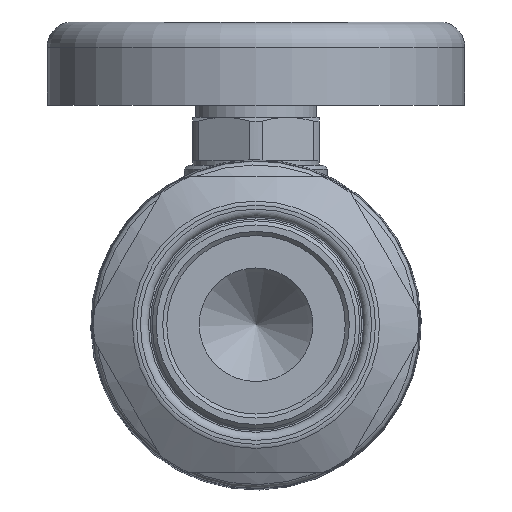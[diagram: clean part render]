
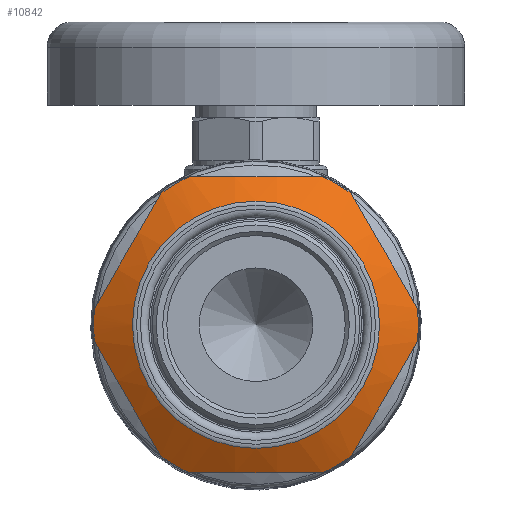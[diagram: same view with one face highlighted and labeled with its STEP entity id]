
A CAD part, front view. The second image highlights one B-rep face of the part: STEP entity #10842.
In plain terms, the highlighted conical face has half-angle 60 degrees and reference radius 17.78 mm.
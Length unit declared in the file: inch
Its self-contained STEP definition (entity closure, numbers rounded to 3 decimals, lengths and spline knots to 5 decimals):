
#563=(
BOUNDED_CURVE()
B_SPLINE_CURVE(2,(#19832,#19833,#19834),.UNSPECIFIED.,.F.,.F.)
B_SPLINE_CURVE_WITH_KNOTS((3,3),(0.,1.67512),.UNSPECIFIED.)
CURVE()
GEOMETRIC_REPRESENTATION_ITEM()
RATIONAL_B_SPLINE_CURVE((1.,1.096,1.))
REPRESENTATION_ITEM('')
);
#564=(
BOUNDED_CURVE()
B_SPLINE_CURVE(2,(#19838,#19839,#19840),.UNSPECIFIED.,.F.,.F.)
B_SPLINE_CURVE_WITH_KNOTS((3,3),(0.,1.67512),.UNSPECIFIED.)
CURVE()
GEOMETRIC_REPRESENTATION_ITEM()
RATIONAL_B_SPLINE_CURVE((1.,1.096,1.))
REPRESENTATION_ITEM('')
);
#565=(
BOUNDED_CURVE()
B_SPLINE_CURVE(2,(#19844,#19845,#19846),.UNSPECIFIED.,.F.,.F.)
B_SPLINE_CURVE_WITH_KNOTS((3,3),(0.,1.67512),.UNSPECIFIED.)
CURVE()
GEOMETRIC_REPRESENTATION_ITEM()
RATIONAL_B_SPLINE_CURVE((1.,1.096,1.))
REPRESENTATION_ITEM('')
);
#566=(
BOUNDED_CURVE()
B_SPLINE_CURVE(2,(#19850,#19851,#19852),.UNSPECIFIED.,.F.,.F.)
B_SPLINE_CURVE_WITH_KNOTS((3,3),(0.,1.67512),.UNSPECIFIED.)
CURVE()
GEOMETRIC_REPRESENTATION_ITEM()
RATIONAL_B_SPLINE_CURVE((1.,1.096,1.))
REPRESENTATION_ITEM('')
);
#567=(
BOUNDED_CURVE()
B_SPLINE_CURVE(2,(#19856,#19857,#19858),.UNSPECIFIED.,.F.,.F.)
B_SPLINE_CURVE_WITH_KNOTS((3,3),(0.,1.67512),.UNSPECIFIED.)
CURVE()
GEOMETRIC_REPRESENTATION_ITEM()
RATIONAL_B_SPLINE_CURVE((1.,1.096,1.))
REPRESENTATION_ITEM('')
);
#568=(
BOUNDED_CURVE()
B_SPLINE_CURVE(2,(#19862,#19863,#19864),.UNSPECIFIED.,.F.,.F.)
B_SPLINE_CURVE_WITH_KNOTS((3,3),(0.,1.67512),.UNSPECIFIED.)
CURVE()
GEOMETRIC_REPRESENTATION_ITEM()
RATIONAL_B_SPLINE_CURVE((1.,1.096,1.))
REPRESENTATION_ITEM('')
);
#1379=FACE_OUTER_BOUND('',#2100,.T.);
#2100=EDGE_LOOP('',(#7508,#7509,#7510,#7511,#7512,#7513,#7514,#7515,#7516,
#7517,#7518,#7519,#7520,#7521,#7522,#7523));
#2730=LINE('',#19828,#3153);
#3153=VECTOR('',#13512,0.7);
#3657=CIRCLE('',#11746,0.60928);
#3659=CIRCLE('',#11750,0.8);
#3660=CIRCLE('',#11751,0.8);
#3661=CIRCLE('',#11752,0.8);
#3662=CIRCLE('',#11753,0.8);
#3663=CIRCLE('',#11754,0.8);
#3664=CIRCLE('',#11755,0.8);
#3665=CIRCLE('',#11756,0.8);
#4393=VERTEX_POINT('',#19820);
#4395=VERTEX_POINT('',#19827);
#4396=VERTEX_POINT('',#19829);
#4397=VERTEX_POINT('',#19831);
#4398=VERTEX_POINT('',#19835);
#4399=VERTEX_POINT('',#19837);
#4400=VERTEX_POINT('',#19841);
#4401=VERTEX_POINT('',#19843);
#4402=VERTEX_POINT('',#19847);
#4403=VERTEX_POINT('',#19849);
#4404=VERTEX_POINT('',#19853);
#4405=VERTEX_POINT('',#19855);
#4406=VERTEX_POINT('',#19859);
#4407=VERTEX_POINT('',#19861);
#5488=EDGE_CURVE('',#4393,#4393,#3657,.T.);
#5490=EDGE_CURVE('',#4393,#4395,#2730,.T.);
#5491=EDGE_CURVE('',#4396,#4395,#3659,.T.);
#5492=EDGE_CURVE('',#4397,#4396,#563,.T.);
#5493=EDGE_CURVE('',#4398,#4397,#3660,.T.);
#5494=EDGE_CURVE('',#4399,#4398,#564,.T.);
#5495=EDGE_CURVE('',#4400,#4399,#3661,.T.);
#5496=EDGE_CURVE('',#4401,#4400,#565,.T.);
#5497=EDGE_CURVE('',#4402,#4401,#3662,.T.);
#5498=EDGE_CURVE('',#4403,#4402,#566,.T.);
#5499=EDGE_CURVE('',#4404,#4403,#3663,.T.);
#5500=EDGE_CURVE('',#4405,#4404,#567,.T.);
#5501=EDGE_CURVE('',#4406,#4405,#3664,.T.);
#5502=EDGE_CURVE('',#4407,#4406,#568,.T.);
#5503=EDGE_CURVE('',#4395,#4407,#3665,.T.);
#7508=ORIENTED_EDGE('',*,*,#5488,.F.);
#7509=ORIENTED_EDGE('',*,*,#5490,.T.);
#7510=ORIENTED_EDGE('',*,*,#5491,.F.);
#7511=ORIENTED_EDGE('',*,*,#5492,.F.);
#7512=ORIENTED_EDGE('',*,*,#5493,.F.);
#7513=ORIENTED_EDGE('',*,*,#5494,.F.);
#7514=ORIENTED_EDGE('',*,*,#5495,.F.);
#7515=ORIENTED_EDGE('',*,*,#5496,.F.);
#7516=ORIENTED_EDGE('',*,*,#5497,.F.);
#7517=ORIENTED_EDGE('',*,*,#5498,.F.);
#7518=ORIENTED_EDGE('',*,*,#5499,.F.);
#7519=ORIENTED_EDGE('',*,*,#5500,.F.);
#7520=ORIENTED_EDGE('',*,*,#5501,.F.);
#7521=ORIENTED_EDGE('',*,*,#5502,.F.);
#7522=ORIENTED_EDGE('',*,*,#5503,.F.);
#7523=ORIENTED_EDGE('',*,*,#5490,.F.);
#9893=CONICAL_SURFACE('',#11749,0.7,1.047);
#10842=ADVANCED_FACE('',(#1379),#9893,.T.);
#11746=AXIS2_PLACEMENT_3D('',#19822,#13504,#13505);
#11749=AXIS2_PLACEMENT_3D('',#19826,#13510,#13511);
#11750=AXIS2_PLACEMENT_3D('',#19830,#13513,#13514);
#11751=AXIS2_PLACEMENT_3D('',#19836,#13515,#13516);
#11752=AXIS2_PLACEMENT_3D('',#19842,#13517,#13518);
#11753=AXIS2_PLACEMENT_3D('',#19848,#13519,#13520);
#11754=AXIS2_PLACEMENT_3D('',#19854,#13521,#13522);
#11755=AXIS2_PLACEMENT_3D('',#19860,#13523,#13524);
#11756=AXIS2_PLACEMENT_3D('',#19865,#13525,#13526);
#13504=DIRECTION('center_axis',(0.,-1.,0.));
#13505=DIRECTION('ref_axis',(-1.,0.,0.));
#13510=DIRECTION('center_axis',(0.,1.,0.));
#13511=DIRECTION('ref_axis',(1.,0.,0.));
#13512=DIRECTION('',(-0.866,0.5,0.));
#13513=DIRECTION('center_axis',(0.,1.,0.));
#13514=DIRECTION('ref_axis',(-1.,0.,0.));
#13515=DIRECTION('center_axis',(0.,1.,0.));
#13516=DIRECTION('ref_axis',(-1.,0.,0.));
#13517=DIRECTION('center_axis',(0.,1.,0.));
#13518=DIRECTION('ref_axis',(-1.,0.,0.));
#13519=DIRECTION('center_axis',(0.,1.,0.));
#13520=DIRECTION('ref_axis',(-1.,0.,0.));
#13521=DIRECTION('center_axis',(0.,1.,0.));
#13522=DIRECTION('ref_axis',(-1.,0.,0.));
#13523=DIRECTION('center_axis',(0.,1.,0.));
#13524=DIRECTION('ref_axis',(-1.,0.,0.));
#13525=DIRECTION('center_axis',(0.,1.,0.));
#13526=DIRECTION('ref_axis',(-1.,0.,0.));
#19820=CARTESIAN_POINT('',(-0.60928,-2.07129,0.));
#19822=CARTESIAN_POINT('Origin',(0.,-2.07129,
0.));
#19826=CARTESIAN_POINT('Origin',(0.,-2.01892,
0.));
#19827=CARTESIAN_POINT('',(-0.8,-1.96118,0.));
#19828=CARTESIAN_POINT('',(-0.7,-2.01892,0.));
#19829=CARTESIAN_POINT('',(-0.79583,-1.96118,-0.08158));
#19830=CARTESIAN_POINT('Origin',(0.,-1.96118,
0.));
#19831=CARTESIAN_POINT('',(-0.46857,-1.96118,-0.64842));
#19832=CARTESIAN_POINT('Ctrl Pts',(-0.46857,-1.96118,
-0.64842));
#19833=CARTESIAN_POINT('Ctrl Pts',(-0.6322,-2.03848,
-0.365));
#19834=CARTESIAN_POINT('Ctrl Pts',(-0.79583,-1.96118,
-0.08158));
#19835=CARTESIAN_POINT('',(-0.32726,-1.96118,-0.73));
#19836=CARTESIAN_POINT('Origin',(0.,-1.96118,
0.));
#19837=CARTESIAN_POINT('',(0.32726,-1.96118,-0.73));
#19838=CARTESIAN_POINT('Ctrl Pts',(0.32726,-1.96118,
-0.73));
#19839=CARTESIAN_POINT('Ctrl Pts',(0.,-2.03848,
-0.73));
#19840=CARTESIAN_POINT('Ctrl Pts',(-0.32726,-1.96118,
-0.73));
#19841=CARTESIAN_POINT('',(0.46857,-1.96118,-0.64842));
#19842=CARTESIAN_POINT('Origin',(0.,-1.96118,
0.));
#19843=CARTESIAN_POINT('',(0.79583,-1.96118,-0.08158));
#19844=CARTESIAN_POINT('Ctrl Pts',(0.79583,-1.96118,
-0.08158));
#19845=CARTESIAN_POINT('Ctrl Pts',(0.6322,-2.03848,-0.365));
#19846=CARTESIAN_POINT('Ctrl Pts',(0.46857,-1.96118,
-0.64842));
#19847=CARTESIAN_POINT('',(0.79583,-1.96118,0.08158));
#19848=CARTESIAN_POINT('Origin',(0.,-1.96118,
0.));
#19849=CARTESIAN_POINT('',(0.46857,-1.96118,0.64842));
#19850=CARTESIAN_POINT('Ctrl Pts',(0.46857,-1.96118,
0.64842));
#19851=CARTESIAN_POINT('Ctrl Pts',(0.6322,-2.03848,0.365));
#19852=CARTESIAN_POINT('Ctrl Pts',(0.79583,-1.96118,
0.08158));
#19853=CARTESIAN_POINT('',(0.32726,-1.96118,0.73));
#19854=CARTESIAN_POINT('Origin',(0.,-1.96118,
0.));
#19855=CARTESIAN_POINT('',(-0.32726,-1.96118,0.73));
#19856=CARTESIAN_POINT('Ctrl Pts',(-0.32726,-1.96118,
0.73));
#19857=CARTESIAN_POINT('Ctrl Pts',(0.,-2.03848,
0.73));
#19858=CARTESIAN_POINT('Ctrl Pts',(0.32726,-1.96118,
0.73));
#19859=CARTESIAN_POINT('',(-0.46857,-1.96118,0.64842));
#19860=CARTESIAN_POINT('Origin',(0.,-1.96118,
0.));
#19861=CARTESIAN_POINT('',(-0.79583,-1.96118,0.08158));
#19862=CARTESIAN_POINT('Ctrl Pts',(-0.79583,-1.96118,
0.08158));
#19863=CARTESIAN_POINT('Ctrl Pts',(-0.6322,-2.03848,
0.365));
#19864=CARTESIAN_POINT('Ctrl Pts',(-0.46857,-1.96118,
0.64842));
#19865=CARTESIAN_POINT('Origin',(0.,-1.96118,
0.));
